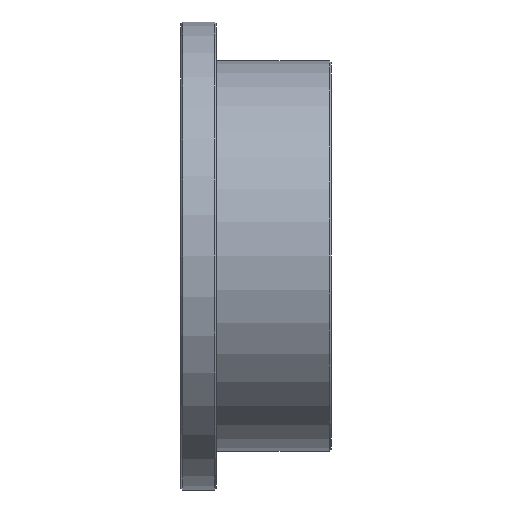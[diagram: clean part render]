
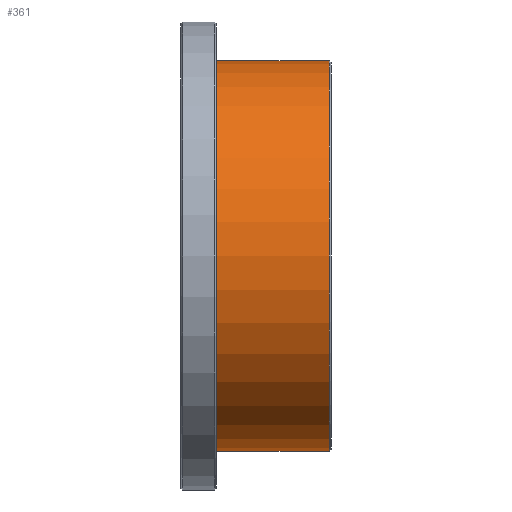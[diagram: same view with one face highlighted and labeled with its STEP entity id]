
A CAD part, front view. The second image highlights one B-rep face of the part: STEP entity #361.
In plain terms, the highlighted cylindrical face has radius 121 mm (diameter 242 mm), a partial arc.
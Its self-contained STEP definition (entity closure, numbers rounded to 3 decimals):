
#12 = EDGE_LOOP ( 'NONE', ( #681, #1040, #1051, #529 ) ) ;
#18 = VECTOR ( 'NONE', #413, 1000. ) ;
#49 = CARTESIAN_POINT ( 'NONE',  ( 22., 0., 0. ) ) ;
#67 = EDGE_CURVE ( 'NONE', #166, #2279, #1444, .T. ) ;
#166 = VERTEX_POINT ( 'NONE', #562 ) ;
#249 = CARTESIAN_POINT ( 'NONE',  ( 0., 0., 121. ) ) ;
#277 = CARTESIAN_POINT ( 'NONE',  ( 92., 0., 121. ) ) ;
#339 = DIRECTION ( 'NONE',  ( -1., 0., 0. ) ) ;
#361 = ADVANCED_FACE ( 'NONE', ( #837 ), #2067, .T. ) ;
#413 = DIRECTION ( 'NONE',  ( -1., 0., 0. ) ) ;
#431 = CARTESIAN_POINT ( 'NONE',  ( 22., 0., 121. ) ) ;
#482 = AXIS2_PLACEMENT_3D ( 'NONE', #1047, #339, #883 ) ;
#529 = ORIENTED_EDGE ( 'NONE', *, *, #67, .F. ) ;
#562 = CARTESIAN_POINT ( 'NONE',  ( 22., 0., -121. ) ) ;
#604 = DIRECTION ( 'NONE',  ( -1., 0., 0. ) ) ;
#681 = ORIENTED_EDGE ( 'NONE', *, *, #2048, .F. ) ;
#817 = EDGE_CURVE ( 'NONE', #2202, #2279, #938, .T. ) ;
#837 = FACE_OUTER_BOUND ( 'NONE', #12, .T. ) ;
#883 = DIRECTION ( 'NONE',  ( 0., 0., 1. ) ) ;
#928 = DIRECTION ( 'NONE',  ( -1., 0., 0. ) ) ;
#936 = DIRECTION ( 'NONE',  ( 0., 0., 1. ) ) ;
#938 = LINE ( 'NONE', #249, #1366 ) ;
#969 = LINE ( 'NONE', #1273, #18 ) ;
#1040 = ORIENTED_EDGE ( 'NONE', *, *, #1628, .T. ) ;
#1047 = CARTESIAN_POINT ( 'NONE',  ( 92., 0., 0. ) ) ;
#1051 = ORIENTED_EDGE ( 'NONE', *, *, #817, .T. ) ;
#1070 = AXIS2_PLACEMENT_3D ( 'NONE', #49, #1989, #1822 ) ;
#1273 = CARTESIAN_POINT ( 'NONE',  ( 0., 0., -121. ) ) ;
#1327 = CARTESIAN_POINT ( 'NONE',  ( 92., 0., -121. ) ) ;
#1366 = VECTOR ( 'NONE', #604, 1000. ) ;
#1444 = CIRCLE ( 'NONE', #1070, 121. ) ;
#1465 = CARTESIAN_POINT ( 'NONE',  ( 0., 0., 0. ) ) ;
#1628 = EDGE_CURVE ( 'NONE', #2196, #2202, #1849, .T. ) ;
#1822 = DIRECTION ( 'NONE',  ( 0., 0., 1. ) ) ;
#1849 = CIRCLE ( 'NONE', #482, 121. ) ;
#1880 = AXIS2_PLACEMENT_3D ( 'NONE', #1465, #928, #936 ) ;
#1989 = DIRECTION ( 'NONE',  ( -1., 0., 0. ) ) ;
#2048 = EDGE_CURVE ( 'NONE', #2196, #166, #969, .T. ) ;
#2067 = CYLINDRICAL_SURFACE ( 'NONE', #1880, 121. ) ;
#2196 = VERTEX_POINT ( 'NONE', #1327 ) ;
#2202 = VERTEX_POINT ( 'NONE', #277 ) ;
#2279 = VERTEX_POINT ( 'NONE', #431 ) ;
